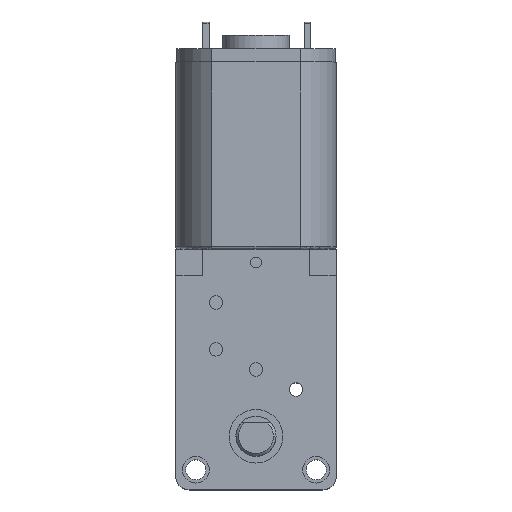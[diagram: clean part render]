
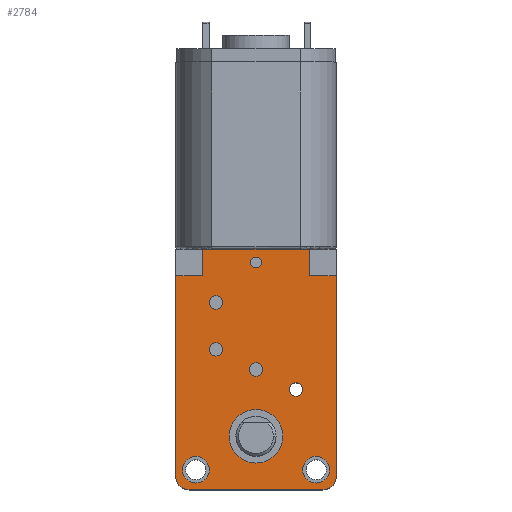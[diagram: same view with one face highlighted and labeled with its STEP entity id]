
A CAD part, top view. The second image highlights one B-rep face of the part: STEP entity #2784.
In plain terms, the highlighted planar face has unit normal (0, 0, 1).
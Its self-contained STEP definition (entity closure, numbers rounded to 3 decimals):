
#2541 = VERTEX_POINT('',#2542);
#2542 = CARTESIAN_POINT('',(-6.,-2.,1.));
#2548 = EDGE_CURVE('',#2541,#2549,#2551,.T.);
#2549 = VERTEX_POINT('',#2550);
#2550 = CARTESIAN_POINT('',(-6.,-17.,1.));
#2551 = LINE('',#2552,#2553);
#2552 = CARTESIAN_POINT('',(-6.,-2.,1.));
#2553 = VECTOR('',#2554,1.);
#2554 = DIRECTION('',(0.,-1.,0.));
#2741 = VERTEX_POINT('',#2742);
#2742 = CARTESIAN_POINT('',(-5.,-18.,1.));
#2748 = EDGE_CURVE('',#2549,#2741,#2749,.T.);
#2749 = CIRCLE('',#2750,1.);
#2750 = AXIS2_PLACEMENT_3D('',#2751,#2752,#2753);
#2751 = CARTESIAN_POINT('',(-5.,-17.,1.));
#2752 = DIRECTION('',(-0.,0.,1.));
#2753 = DIRECTION('',(0.,-1.,0.));
#2765 = VERTEX_POINT('',#2766);
#2766 = CARTESIAN_POINT('',(-4.,-2.,1.));
#2772 = EDGE_CURVE('',#2765,#2541,#2773,.T.);
#2773 = LINE('',#2774,#2775);
#2774 = CARTESIAN_POINT('',(-4.,-2.,1.));
#2775 = VECTOR('',#2776,1.);
#2776 = DIRECTION('',(-1.,0.,0.));
#2784 = ADVANCED_FACE('',(#2785,#2845,#2856,#2867,#2878,#2889,#2900,
    #2911,#2922),#2933,.T.);
#2785 = FACE_BOUND('',#2786,.T.);
#2786 = EDGE_LOOP('',(#2787,#2788,#2789,#2797,#2806,#2814,#2822,#2830,
    #2838,#2844));
#2787 = ORIENTED_EDGE('',*,*,#2548,.T.);
#2788 = ORIENTED_EDGE('',*,*,#2748,.T.);
#2789 = ORIENTED_EDGE('',*,*,#2790,.T.);
#2790 = EDGE_CURVE('',#2741,#2791,#2793,.T.);
#2791 = VERTEX_POINT('',#2792);
#2792 = CARTESIAN_POINT('',(5.,-18.,1.));
#2793 = LINE('',#2794,#2795);
#2794 = CARTESIAN_POINT('',(-6.,-18.,1.));
#2795 = VECTOR('',#2796,1.);
#2796 = DIRECTION('',(1.,0.,0.));
#2797 = ORIENTED_EDGE('',*,*,#2798,.T.);
#2798 = EDGE_CURVE('',#2791,#2799,#2801,.T.);
#2799 = VERTEX_POINT('',#2800);
#2800 = CARTESIAN_POINT('',(6.,-17.,1.));
#2801 = CIRCLE('',#2802,1.);
#2802 = AXIS2_PLACEMENT_3D('',#2803,#2804,#2805);
#2803 = CARTESIAN_POINT('',(5.,-17.,1.));
#2804 = DIRECTION('',(-0.,0.,1.));
#2805 = DIRECTION('',(0.,-1.,0.));
#2806 = ORIENTED_EDGE('',*,*,#2807,.T.);
#2807 = EDGE_CURVE('',#2799,#2808,#2810,.T.);
#2808 = VERTEX_POINT('',#2809);
#2809 = CARTESIAN_POINT('',(6.,-2.,1.));
#2810 = LINE('',#2811,#2812);
#2811 = CARTESIAN_POINT('',(6.,-18.,1.));
#2812 = VECTOR('',#2813,1.);
#2813 = DIRECTION('',(0.,1.,0.));
#2814 = ORIENTED_EDGE('',*,*,#2815,.T.);
#2815 = EDGE_CURVE('',#2808,#2816,#2818,.T.);
#2816 = VERTEX_POINT('',#2817);
#2817 = CARTESIAN_POINT('',(4.,-2.,1.));
#2818 = LINE('',#2819,#2820);
#2819 = CARTESIAN_POINT('',(6.,-2.,1.));
#2820 = VECTOR('',#2821,1.);
#2821 = DIRECTION('',(-1.,0.,0.));
#2822 = ORIENTED_EDGE('',*,*,#2823,.F.);
#2823 = EDGE_CURVE('',#2824,#2816,#2826,.T.);
#2824 = VERTEX_POINT('',#2825);
#2825 = CARTESIAN_POINT('',(4.,0.,1.));
#2826 = LINE('',#2827,#2828);
#2827 = CARTESIAN_POINT('',(4.,0.,1.));
#2828 = VECTOR('',#2829,1.);
#2829 = DIRECTION('',(0.,-1.,0.));
#2830 = ORIENTED_EDGE('',*,*,#2831,.F.);
#2831 = EDGE_CURVE('',#2832,#2824,#2834,.T.);
#2832 = VERTEX_POINT('',#2833);
#2833 = CARTESIAN_POINT('',(-4.,0.,1.));
#2834 = LINE('',#2835,#2836);
#2835 = CARTESIAN_POINT('',(-4.,0.,1.));
#2836 = VECTOR('',#2837,1.);
#2837 = DIRECTION('',(1.,0.,0.));
#2838 = ORIENTED_EDGE('',*,*,#2839,.F.);
#2839 = EDGE_CURVE('',#2765,#2832,#2840,.T.);
#2840 = LINE('',#2841,#2842);
#2841 = CARTESIAN_POINT('',(-4.,-2.,1.));
#2842 = VECTOR('',#2843,1.);
#2843 = DIRECTION('',(0.,1.,0.));
#2844 = ORIENTED_EDGE('',*,*,#2772,.T.);
#2845 = FACE_BOUND('',#2846,.T.);
#2846 = EDGE_LOOP('',(#2847));
#2847 = ORIENTED_EDGE('',*,*,#2848,.F.);
#2848 = EDGE_CURVE('',#2849,#2849,#2851,.T.);
#2849 = VERTEX_POINT('',#2850);
#2850 = CARTESIAN_POINT('',(-3.5,-16.5,1.));
#2851 = CIRCLE('',#2852,1.);
#2852 = AXIS2_PLACEMENT_3D('',#2853,#2854,#2855);
#2853 = CARTESIAN_POINT('',(-4.5,-16.5,1.));
#2854 = DIRECTION('',(0.,0.,1.));
#2855 = DIRECTION('',(1.,0.,0.));
#2856 = FACE_BOUND('',#2857,.T.);
#2857 = EDGE_LOOP('',(#2858));
#2858 = ORIENTED_EDGE('',*,*,#2859,.F.);
#2859 = EDGE_CURVE('',#2860,#2860,#2862,.T.);
#2860 = VERTEX_POINT('',#2861);
#2861 = CARTESIAN_POINT('',(2.,-14.,1.));
#2862 = CIRCLE('',#2863,2.);
#2863 = AXIS2_PLACEMENT_3D('',#2864,#2865,#2866);
#2864 = CARTESIAN_POINT('',(0.,-14.,1.));
#2865 = DIRECTION('',(0.,0.,1.));
#2866 = DIRECTION('',(1.,0.,0.));
#2867 = FACE_BOUND('',#2868,.T.);
#2868 = EDGE_LOOP('',(#2869));
#2869 = ORIENTED_EDGE('',*,*,#2870,.F.);
#2870 = EDGE_CURVE('',#2871,#2871,#2873,.T.);
#2871 = VERTEX_POINT('',#2872);
#2872 = CARTESIAN_POINT('',(5.5,-16.5,1.));
#2873 = CIRCLE('',#2874,1.);
#2874 = AXIS2_PLACEMENT_3D('',#2875,#2876,#2877);
#2875 = CARTESIAN_POINT('',(4.5,-16.5,1.));
#2876 = DIRECTION('',(0.,0.,1.));
#2877 = DIRECTION('',(1.,0.,0.));
#2878 = FACE_BOUND('',#2879,.T.);
#2879 = EDGE_LOOP('',(#2880));
#2880 = ORIENTED_EDGE('',*,*,#2881,.F.);
#2881 = EDGE_CURVE('',#2882,#2882,#2884,.T.);
#2882 = VERTEX_POINT('',#2883);
#2883 = CARTESIAN_POINT('',(3.5,-10.5,1.));
#2884 = CIRCLE('',#2885,0.5);
#2885 = AXIS2_PLACEMENT_3D('',#2886,#2887,#2888);
#2886 = CARTESIAN_POINT('',(3.,-10.5,1.));
#2887 = DIRECTION('',(0.,0.,1.));
#2888 = DIRECTION('',(1.,0.,0.));
#2889 = FACE_BOUND('',#2890,.T.);
#2890 = EDGE_LOOP('',(#2891));
#2891 = ORIENTED_EDGE('',*,*,#2892,.F.);
#2892 = EDGE_CURVE('',#2893,#2893,#2895,.T.);
#2893 = VERTEX_POINT('',#2894);
#2894 = CARTESIAN_POINT('',(-2.5,-7.5,1.));
#2895 = CIRCLE('',#2896,0.5);
#2896 = AXIS2_PLACEMENT_3D('',#2897,#2898,#2899);
#2897 = CARTESIAN_POINT('',(-3.,-7.5,1.));
#2898 = DIRECTION('',(0.,0.,1.));
#2899 = DIRECTION('',(1.,0.,0.));
#2900 = FACE_BOUND('',#2901,.T.);
#2901 = EDGE_LOOP('',(#2902));
#2902 = ORIENTED_EDGE('',*,*,#2903,.F.);
#2903 = EDGE_CURVE('',#2904,#2904,#2906,.T.);
#2904 = VERTEX_POINT('',#2905);
#2905 = CARTESIAN_POINT('',(-2.5,-4.,1.));
#2906 = CIRCLE('',#2907,0.5);
#2907 = AXIS2_PLACEMENT_3D('',#2908,#2909,#2910);
#2908 = CARTESIAN_POINT('',(-3.,-4.,1.));
#2909 = DIRECTION('',(0.,0.,1.));
#2910 = DIRECTION('',(1.,0.,0.));
#2911 = FACE_BOUND('',#2912,.T.);
#2912 = EDGE_LOOP('',(#2913));
#2913 = ORIENTED_EDGE('',*,*,#2914,.F.);
#2914 = EDGE_CURVE('',#2915,#2915,#2917,.T.);
#2915 = VERTEX_POINT('',#2916);
#2916 = CARTESIAN_POINT('',(0.5,-9.,1.));
#2917 = CIRCLE('',#2918,0.5);
#2918 = AXIS2_PLACEMENT_3D('',#2919,#2920,#2921);
#2919 = CARTESIAN_POINT('',(0.,-9.,1.));
#2920 = DIRECTION('',(0.,0.,1.));
#2921 = DIRECTION('',(1.,0.,0.));
#2922 = FACE_BOUND('',#2923,.T.);
#2923 = EDGE_LOOP('',(#2924));
#2924 = ORIENTED_EDGE('',*,*,#2925,.F.);
#2925 = EDGE_CURVE('',#2926,#2926,#2928,.T.);
#2926 = VERTEX_POINT('',#2927);
#2927 = CARTESIAN_POINT('',(0.4,-1.,1.));
#2928 = CIRCLE('',#2929,0.4);
#2929 = AXIS2_PLACEMENT_3D('',#2930,#2931,#2932);
#2930 = CARTESIAN_POINT('',(0.,-1.,1.));
#2931 = DIRECTION('',(0.,0.,1.));
#2932 = DIRECTION('',(1.,0.,0.));
#2933 = PLANE('',#2934);
#2934 = AXIS2_PLACEMENT_3D('',#2935,#2936,#2937);
#2935 = CARTESIAN_POINT('',(0.,-8.861,1.));
#2936 = DIRECTION('',(0.,0.,1.));
#2937 = DIRECTION('',(1.,0.,0.));
